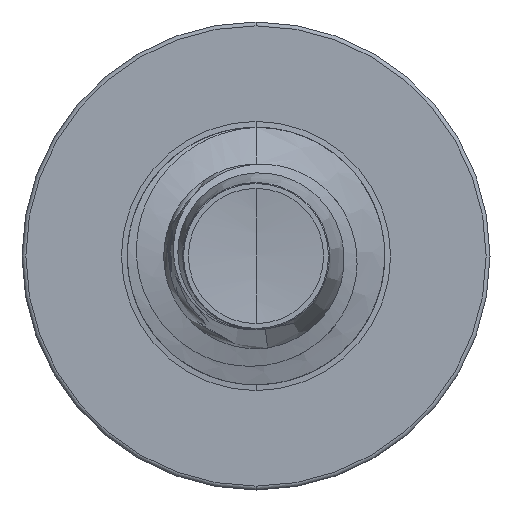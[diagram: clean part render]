
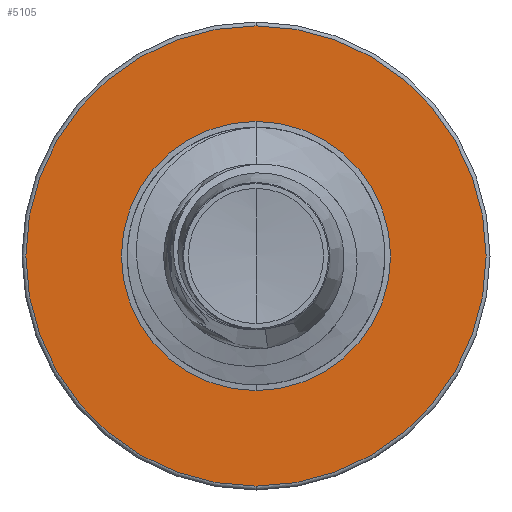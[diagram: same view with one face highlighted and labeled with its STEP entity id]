
A CAD part, front view. The second image highlights one B-rep face of the part: STEP entity #5105.
In plain terms, the highlighted planar face has unit normal (0, -1, 0).
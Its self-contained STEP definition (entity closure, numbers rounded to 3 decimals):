
#63 = CARTESIAN_POINT ( 'NONE',  ( 0., 9., -1.15 ) ) ;
#470 = CIRCLE ( 'NONE', #8510, 1.967 ) ;
#1682 = DIRECTION ( 'NONE',  ( 0., 0., 1. ) ) ;
#1704 = DIRECTION ( 'NONE',  ( 0., 1., 0. ) ) ;
#1724 = CARTESIAN_POINT ( 'NONE',  ( 0., 9., 0. ) ) ;
#2020 = CIRCLE ( 'NONE', #3292, 1.967 ) ;
#2122 = CIRCLE ( 'NONE', #15683, 1.15 ) ;
#2433 = AXIS2_PLACEMENT_3D ( 'NONE', #1724, #1704, #1682 ) ;
#3292 = AXIS2_PLACEMENT_3D ( 'NONE', #13612, #6279, #14479 ) ;
#3398 = VERTEX_POINT ( 'NONE', #14089 ) ;
#3842 = EDGE_LOOP ( 'NONE', ( #9712, #11522 ) ) ;
#4893 = EDGE_CURVE ( 'NONE', #10317, #9462, #6613, .T. ) ;
#5084 = EDGE_LOOP ( 'NONE', ( #12796, #13450 ) ) ;
#5105 = ADVANCED_FACE ( 'NONE', ( #5321, #5245 ), #6551, .F. ) ;
#5245 = FACE_BOUND ( 'NONE', #5084, .T. ) ;
#5321 = FACE_OUTER_BOUND ( 'NONE', #3842, .T. ) ;
#6279 = DIRECTION ( 'NONE',  ( 0., 1., 0. ) ) ;
#6384 = CARTESIAN_POINT ( 'NONE',  ( 0., 9., 0. ) ) ;
#6513 = DIRECTION ( 'NONE',  ( 0., 0., 1. ) ) ;
#6527 = DIRECTION ( 'NONE',  ( 0., 1., 0. ) ) ;
#6551 = PLANE ( 'NONE',  #7047 ) ;
#6613 = CIRCLE ( 'NONE', #2433, 1.15 ) ;
#6925 = EDGE_CURVE ( 'NONE', #11241, #3398, #470, .T. ) ;
#7047 = AXIS2_PLACEMENT_3D ( 'NONE', #7424, #6527, #6513 ) ;
#7291 = CARTESIAN_POINT ( 'NONE',  ( 0., 9., 1.15 ) ) ;
#7424 = CARTESIAN_POINT ( 'NONE',  ( 0., 9., -1.15 ) ) ;
#7437 = CARTESIAN_POINT ( 'NONE',  ( 0., 9., 0. ) ) ;
#7731 = DIRECTION ( 'NONE',  ( 0., 0., 1. ) ) ;
#8510 = AXIS2_PLACEMENT_3D ( 'NONE', #7437, #15301, #8776 ) ;
#8776 = DIRECTION ( 'NONE',  ( 0., 0., 1. ) ) ;
#9462 = VERTEX_POINT ( 'NONE', #63 ) ;
#9712 = ORIENTED_EDGE ( 'NONE', *, *, #10502, .F. ) ;
#10317 = VERTEX_POINT ( 'NONE', #7291 ) ;
#10502 = EDGE_CURVE ( 'NONE', #3398, #11241, #2020, .T. ) ;
#11241 = VERTEX_POINT ( 'NONE', #14644 ) ;
#11522 = ORIENTED_EDGE ( 'NONE', *, *, #6925, .F. ) ;
#12796 = ORIENTED_EDGE ( 'NONE', *, *, #4893, .T. ) ;
#12930 = EDGE_CURVE ( 'NONE', #9462, #10317, #2122, .T. ) ;
#13450 = ORIENTED_EDGE ( 'NONE', *, *, #12930, .T. ) ;
#13612 = CARTESIAN_POINT ( 'NONE',  ( 0., 9., 0. ) ) ;
#14089 = CARTESIAN_POINT ( 'NONE',  ( 0., 9., 1.967 ) ) ;
#14479 = DIRECTION ( 'NONE',  ( 0., 0., 1. ) ) ;
#14552 = DIRECTION ( 'NONE',  ( 0., 1., 0. ) ) ;
#14644 = CARTESIAN_POINT ( 'NONE',  ( 0., 9., -1.967 ) ) ;
#15301 = DIRECTION ( 'NONE',  ( 0., 1., 0. ) ) ;
#15683 = AXIS2_PLACEMENT_3D ( 'NONE', #6384, #14552, #7731 ) ;
